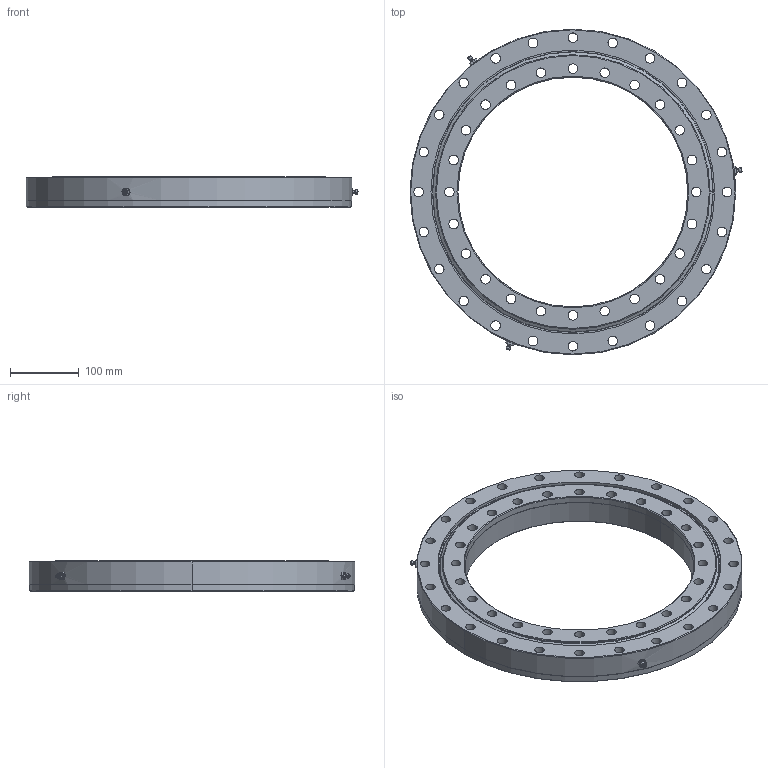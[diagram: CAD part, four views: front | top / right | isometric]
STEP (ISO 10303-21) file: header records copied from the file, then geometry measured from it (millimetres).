
FILE_DESCRIPTION (( 'STEP AP214' ), '1' );
FILE_NAME ('SD.475.20.00.D.1.STEP', '2015-12-22T11:49:25', ( '' ), ( '' ), 'SwSTEP 2.0', 'SolidWorks 2015', '' );
FILE_SCHEMA (( 'AUTOMOTIVE_DESIGN' ));
Length unit declared in the file: millimetre
Products named in the file (7): SD.475.20.00.D.1; Ball D20; Grease nipple M10x1mm; A.475.B20B.A1N.1 - OR Seal; A.475.B20B.A1N.1 - IR Seal; A.475.B20B.A1N.1 - IR; A.475.B20B.A1N.1 - OR
Assembly tree (61 placements, depth 2):
  SD.475.20.00.D.1
    A.475.B20B.A1N.1 - IR
    A.475.B20B.A1N.1 - OR
    Ball D20  x54
    A.475.B20B.A1N.1 - IR Seal
    Grease nipple M10x1mm  x3
    A.475.B20B.A1N.1 - OR Seal
Bounding box: 484.2 x 475 x 45 mm (x, y, z)
Volume: 3271033.9 mm3; surface area: 630242.2 mm2
Topology: 61 solids, 61 shells, 420 faces, 1116 edges, 726 vertices
Faces by surface type: cylinder 152, sphere 108, cone 76, plane 48, torus 36
Entity records: 8688 total; most frequent: CARTESIAN_POINT 1710, DIRECTION 1554, ORIENTED_EDGE 1192, AXIS2_PLACEMENT_3D 684, EDGE_CURVE 596, VERTEX_POINT 374, CIRCLE 374, EDGE_LOOP 370
